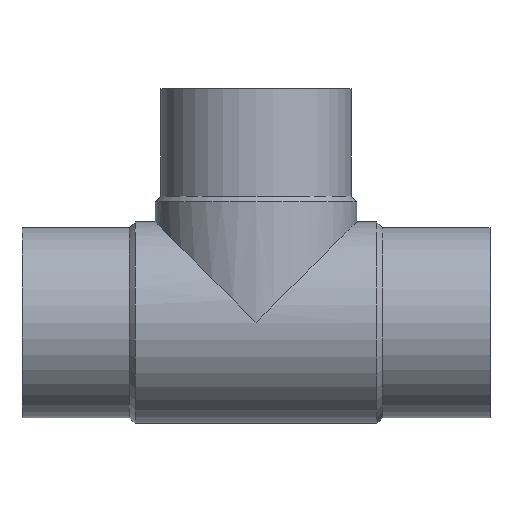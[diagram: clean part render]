
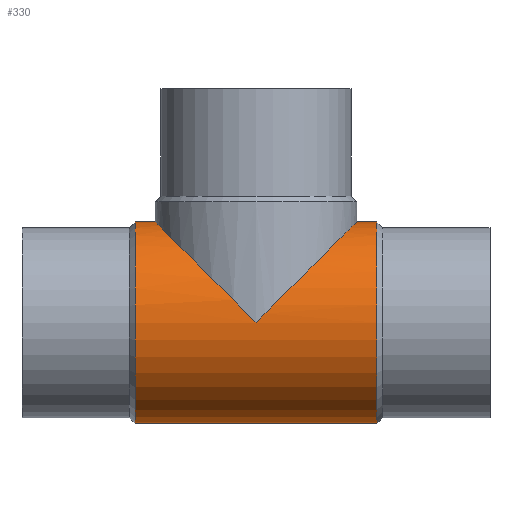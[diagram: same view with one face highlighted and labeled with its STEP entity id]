
A CAD part, top view. The second image highlights one B-rep face of the part: STEP entity #330.
In plain terms, the highlighted cylindrical face has radius 105.95 mm (diameter 211.9 mm), a partial arc.
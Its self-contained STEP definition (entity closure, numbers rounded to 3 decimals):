
#150 = EDGE_CURVE( '', #346, #190, #392, .T. );
#172 = EDGE_CURVE( '', #198, #274, #417, .T. );
#190 = VERTEX_POINT( '', #437 );
#198 = VERTEX_POINT( '', #446 );
#216 = VERTEX_POINT( '', #465 );
#240 = VERTEX_POINT( '', #491 );
#266 = EDGE_CURVE( '', #216, #240, #520, .T. );
#274 = VERTEX_POINT( '', #528 );
#294 = EDGE_CURVE( '', #216, #198, #552, .T. );
#320 = VERTEX_POINT( '', #581 );
#324 = EDGE_CURVE( '', #190, #240, #585, .T. );
#328 = EDGE_CURVE( '', #274, #320, #589, .T. );
#330 = ADVANCED_FACE( '', ( #591 ), #592, .T. );
#346 = VERTEX_POINT( '', #609 );
#354 = EDGE_CURVE( '', #320, #346, #620, .T. );
#392 = ELLIPSE( '', #653, 149.836, 105.95 );
#417 = CIRCLE( '', #686, 105.95 );
#437 = CARTESIAN_POINT( '', ( -351.95, 105.95, 0. ) );
#446 = CARTESIAN_POINT( '', ( -118.95, -105.95, 0. ) );
#465 = CARTESIAN_POINT( '', ( -373.05, -105.95, 0. ) );
#491 = CARTESIAN_POINT( '', ( -373.05, 105.95, 0. ) );
#520 = CIRCLE( '', #819, 105.95 );
#528 = CARTESIAN_POINT( '', ( -118.95, 105.95, 0. ) );
#552 = LINE( '', #857, #858 );
#581 = CARTESIAN_POINT( '', ( -140.05, 105.95, 0. ) );
#585 = LINE( '', #904, #905 );
#589 = LINE( '', #911, #912 );
#591 = FACE_OUTER_BOUND( '', #914, .T. );
#592 = CYLINDRICAL_SURFACE( '', #915, 105.95 );
#609 = CARTESIAN_POINT( '', ( -246., 0., 105.95 ) );
#620 = ELLIPSE( '', #953, 149.836, 105.95 );
#653 = AXIS2_PLACEMENT_3D( '', #981, #982, #983 );
#686 = AXIS2_PLACEMENT_3D( '', #1006, #1007, #1008 );
#819 = AXIS2_PLACEMENT_3D( '', #1135, #1136, #1137 );
#857 = CARTESIAN_POINT( '', ( -246., -105.95, 0. ) );
#858 = VECTOR( '', #1175, 1. );
#904 = CARTESIAN_POINT( '', ( -246., 105.95, 0. ) );
#905 = VECTOR( '', #1223, 1. );
#911 = CARTESIAN_POINT( '', ( -246., 105.95, 0. ) );
#912 = VECTOR( '', #1227, 1. );
#914 = EDGE_LOOP( '', ( #1229, #1230, #1231, #1232, #1233, #1234, #1235 ) );
#915 = AXIS2_PLACEMENT_3D( '', #1236, #1237, #1238 );
#953 = AXIS2_PLACEMENT_3D( '', #1271, #1272, #1273 );
#981 = CARTESIAN_POINT( '', ( -246., 0., 0. ) );
#982 = DIRECTION( '', ( -0.707, -0.707, 0. ) );
#983 = DIRECTION( '', ( 0.707, -0.707, 0. ) );
#1006 = CARTESIAN_POINT( '', ( -118.95, 0., 0. ) );
#1007 = DIRECTION( '', ( -1., 0., 0. ) );
#1008 = DIRECTION( '', ( 0., 1., 0. ) );
#1135 = CARTESIAN_POINT( '', ( -373.05, 0., 0. ) );
#1136 = DIRECTION( '', ( -1., 0., 0. ) );
#1137 = DIRECTION( '', ( 0., 1., 0. ) );
#1175 = DIRECTION( '', ( 1., 0., 0. ) );
#1223 = DIRECTION( '', ( -1., 0., 0. ) );
#1227 = DIRECTION( '', ( -1., 0., 0. ) );
#1229 = ORIENTED_EDGE( '', *, *, #328, .T. );
#1230 = ORIENTED_EDGE( '', *, *, #354, .T. );
#1231 = ORIENTED_EDGE( '', *, *, #150, .T. );
#1232 = ORIENTED_EDGE( '', *, *, #324, .T. );
#1233 = ORIENTED_EDGE( '', *, *, #266, .F. );
#1234 = ORIENTED_EDGE( '', *, *, #294, .T. );
#1235 = ORIENTED_EDGE( '', *, *, #172, .T. );
#1236 = CARTESIAN_POINT( '', ( -246., 0., 0. ) );
#1237 = DIRECTION( '', ( 1., 0., 0. ) );
#1238 = DIRECTION( '', ( 0., 1., 0. ) );
#1271 = CARTESIAN_POINT( '', ( -246., 0., 0. ) );
#1272 = DIRECTION( '', ( 0.707, -0.707, 0. ) );
#1273 = DIRECTION( '', ( 0.707, 0.707, 0. ) );
